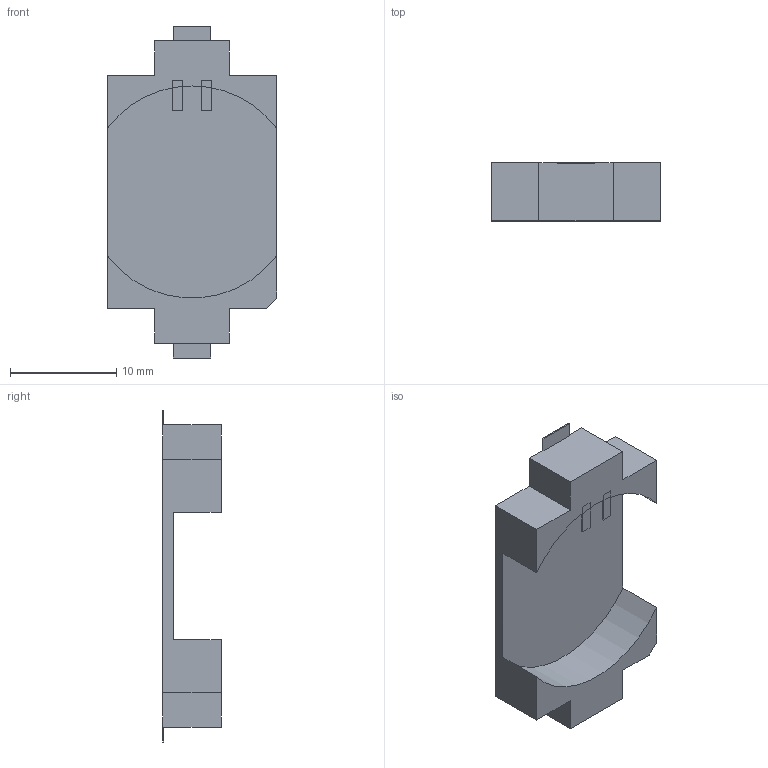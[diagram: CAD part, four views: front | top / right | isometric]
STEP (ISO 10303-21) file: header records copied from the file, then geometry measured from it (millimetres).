
FILE_DESCRIPTION (( 'STEP AP214' ), '1' );
FILE_NAME ('CR2032-BS-6-1.STEP', '2019-12-11T15:06:50', ( '' ), ( '' ), 'SwSTEP 2.0', 'SolidWorks 2019', '' );
FILE_SCHEMA (( 'AUTOMOTIVE_DESIGN' ));
Length unit declared in the file: millimetre
Products named in the file (1): CR2032-BS-6-1
Bounding box: 16 x 5.5 x 31.3 mm (x, y, z)
Volume: 918.5 mm3; surface area: 1372.3 mm2
Topology: 3 solids, 3 shells, 40 faces, 102 edges, 68 vertices
Faces by surface type: plane 37, cylinder 3
Entity records: 1288 total; most frequent: CARTESIAN_POINT 211, ORIENTED_EDGE 204, DIRECTION 190, EDGE_CURVE 102, VECTOR 96, LINE 96, VERTEX_POINT 68, AXIS2_PLACEMENT_3D 47
